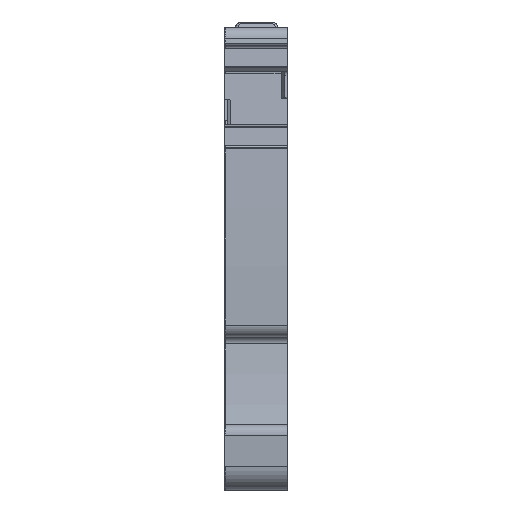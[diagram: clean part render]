
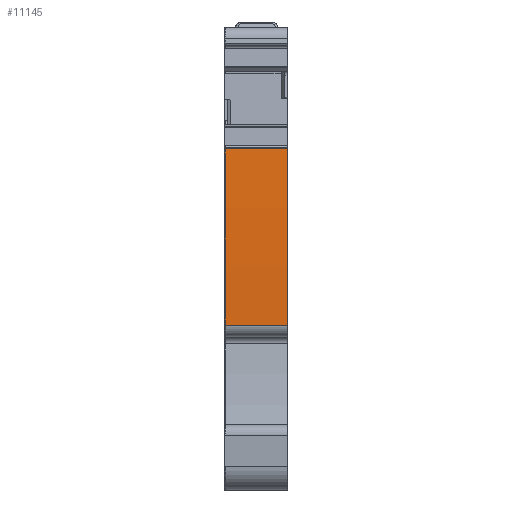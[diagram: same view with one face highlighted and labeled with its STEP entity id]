
A CAD part, front view. The second image highlights one B-rep face of the part: STEP entity #11145.
In plain terms, the highlighted cylindrical face has radius 154.9 mm (diameter 309.8 mm), a partial arc.
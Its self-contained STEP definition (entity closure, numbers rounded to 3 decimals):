
#10202=AXIS2_PLACEMENT_3D('Cylinder Axis2P3D',#10199,#10200,#10201) ;
#11131=AXIS2_PLACEMENT_3D('Circle Axis2P3D',#11129,#11130,$) ;
#11136=AXIS2_PLACEMENT_3D('Circle Axis2P3D',#11134,#11135,$) ;
#10199=CARTESIAN_POINT('Axis2P3D Location',(2.55,156.338,17.05)) ;
#11094=CARTESIAN_POINT('Line Origine',(2.55,1.809,27.764)) ;
#11098=CARTESIAN_POINT('Vertex',(0.05,1.809,27.764)) ;
#11100=CARTESIAN_POINT('Vertex',(5.1,1.809,27.764)) ;
#11120=CARTESIAN_POINT('Line Origine',(2.55,1.48,13.427)) ;
#11124=CARTESIAN_POINT('Vertex',(0.05,1.48,13.427)) ;
#11126=CARTESIAN_POINT('Vertex',(5.1,1.48,13.427)) ;
#11129=CARTESIAN_POINT('Axis2P3D Location',(5.1,156.338,17.05)) ;
#11134=CARTESIAN_POINT('Axis2P3D Location',(0.05,156.338,17.05)) ;
#10200=DIRECTION('Axis2P3D Direction',(1.,0.,0.)) ;
#10201=DIRECTION('Axis2P3D XDirection',(0.,-0.992,0.127)) ;
#11095=DIRECTION('Vector Direction',(1.,0.,0.)) ;
#11121=DIRECTION('Vector Direction',(1.,0.,0.)) ;
#11130=DIRECTION('Axis2P3D Direction',(1.,0.,0.)) ;
#11135=DIRECTION('Axis2P3D Direction',(1.,0.,0.)) ;
#11096=VECTOR('Line Direction',#11095,1.) ;
#11122=VECTOR('Line Direction',#11121,1.) ;
#11140=ORIENTED_EDGE('',*,*,#11128,.T.) ;
#11141=ORIENTED_EDGE('',*,*,#11133,.F.) ;
#11142=ORIENTED_EDGE('',*,*,#11102,.F.) ;
#11143=ORIENTED_EDGE('',*,*,#11138,.F.) ;
#11145=ADVANCED_FACE('78527_MLD_SDT_2-5_4C_W_O_DTLV',(#11144),#10203,.T.) ;
#11132=CIRCLE('generated circle',#11131,154.9) ;
#11137=CIRCLE('generated circle',#11136,154.9) ;
#10203=CYLINDRICAL_SURFACE('generated cylinder',#10202,154.9) ;
#11102=EDGE_CURVE('',#11099,#11101,#11097,.T.) ;
#11128=EDGE_CURVE('',#11125,#11127,#11123,.T.) ;
#11133=EDGE_CURVE('',#11101,#11127,#11132,.T.) ;
#11138=EDGE_CURVE('',#11125,#11099,#11137,.F.) ;
#11139=EDGE_LOOP('',(#11140,#11141,#11142,#11143)) ;
#11144=FACE_OUTER_BOUND('',#11139,.T.) ;
#11097=LINE('Line',#11094,#11096) ;
#11123=LINE('Line',#11120,#11122) ;
#11099=VERTEX_POINT('',#11098) ;
#11101=VERTEX_POINT('',#11100) ;
#11125=VERTEX_POINT('',#11124) ;
#11127=VERTEX_POINT('',#11126) ;
